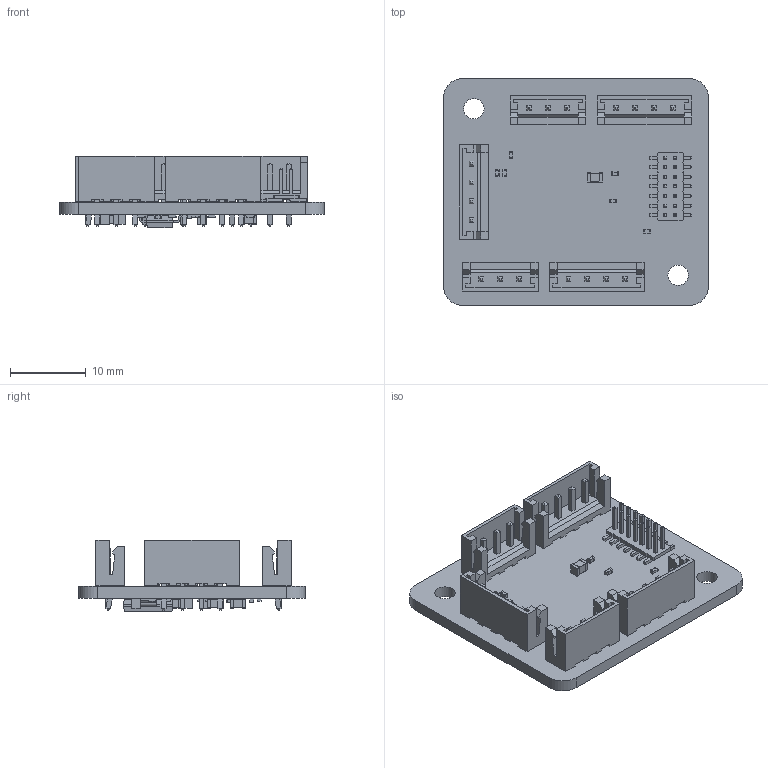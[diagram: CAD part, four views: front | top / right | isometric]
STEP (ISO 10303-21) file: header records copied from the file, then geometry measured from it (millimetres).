
FILE_DESCRIPTION(('KiCad electronic assembly'),'2;1');
FILE_NAME('Stepper.step','2024-11-26T17:51:44',('Pcbnew'),('Kicad'), 'Open CASCADE STEP processor 7.8','KiCad to STEP converter','Unknown' );
FILE_SCHEMA(('AUTOMOTIVE_DESIGN { 1 0 10303 214 1 1 1 1 }'));
Length unit declared in the file: millimetre
Products named in the file (16): Stepper 1; R_0402_1005Metric; C_0402_1005Metric; C_0805_2012Metric; PinHeader_2x07_P1.27mm_Vertical_SMD; PinHeader_2x07_P127mm_Vertical_SMD; JST_EH_B4B-EH-A_1x04_P2.50mm_Vertical; JST_B4B_EH_A; JST_EH_B3B-EH-A_1x03_P2.50mm_Vertical; JST_B3B_EH_A; SOT-223; SOT_223; Stepper_PCB
Assembly tree (43 placements, depth 3):
  Stepper 1
    R_0402_1005Metric  x13
      R_0402_1005Metric
    C_0402_1005Metric  x6
      C_0402_1005Metric
    C_0805_2012Metric  x9
      C_0805_2012Metric
    PinHeader_2x07_P1.27mm_Vertical_SMD
      PinHeader_2x07_P127mm_Vertical_SMD
    JST_EH_B4B-EH-A_1x04_P2.50mm_Vertical  x3
      JST_B4B_EH_A
    JST_EH_B3B-EH-A_1x03_P2.50mm_Vertical  x2
      JST_B3B_EH_A
    SOT-223
      SOT_223
    Stepper_PCB
Bounding box: 35 x 30 x 9.4 mm (x, y, z)
Volume: 2270.4 mm3; surface area: 4688 mm2
Topology: 36 solids, 36 shells, 1764 faces, 4540 edges, 2928 vertices
Faces by surface type: plane 1410, cylinder 338, bspline 16
Full cylindrical faces by diameter (mm): 0.95 x18, 2.7 x2
Entity records: 27065 total; most frequent: CARTESIAN_POINT 3892, ORIENTED_EDGE 3736, DIRECTION 3544, EDGE_CURVE 1868, LINE 1680, VECTOR 1680, VERTEX_POINT 1184, AXIS2_PLACEMENT_3D 932
